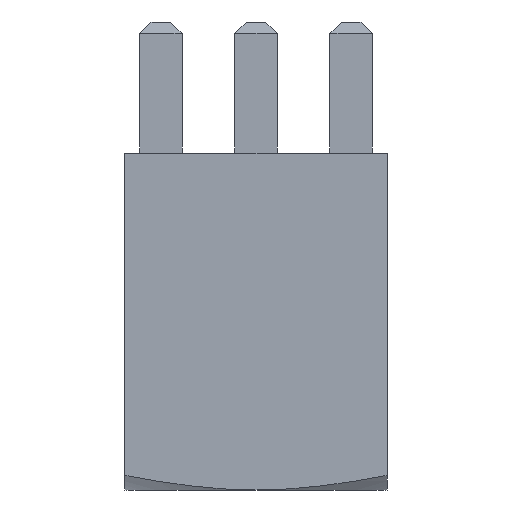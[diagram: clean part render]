
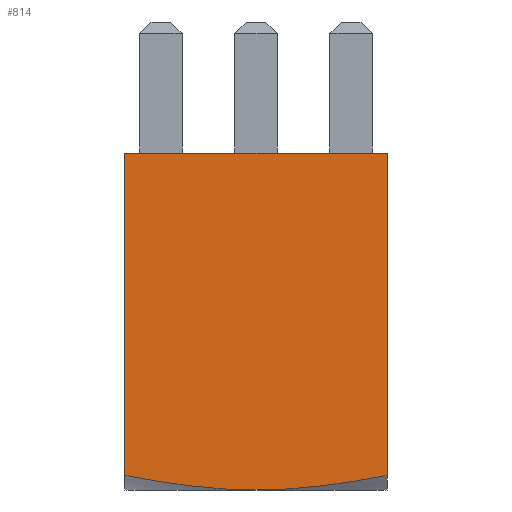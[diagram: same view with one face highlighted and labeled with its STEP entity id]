
A CAD part, left-side view. The second image highlights one B-rep face of the part: STEP entity #814.
In plain terms, the highlighted planar face has unit normal (-1, 0, 0).
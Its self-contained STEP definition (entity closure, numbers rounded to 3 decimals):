
#55 = CARTESIAN_POINT ( 'NONE',  ( -3.5, -3.5, 9. ) ) ;
#58 = CARTESIAN_POINT ( 'NONE',  ( -3.5, 0., 0. ) ) ;
#65 = CARTESIAN_POINT ( 'NONE',  ( -3.5, 3.5, 0.388 ) ) ;
#90 = CARTESIAN_POINT ( 'NONE',  ( -3.5, -3.5, 0.388 ) ) ;
#105 = CARTESIAN_POINT ( 'NONE',  ( -3.5, 3.5, 9. ) ) ;
#186 = CARTESIAN_POINT ( 'NONE',  ( -3.5, 0., 0. ) ) ;
#190 = CARTESIAN_POINT ( 'NONE',  ( -3.5, 2.341, 0.182 ) ) ;
#194 = LINE ( 'NONE', #196, #698 ) ;
#195 = CARTESIAN_POINT ( 'NONE',  ( -3.5, 2.922, 0.279 ) ) ;
#196 = CARTESIAN_POINT ( 'NONE',  ( -3.5, 3.5, 9. ) ) ;
#197 = DIRECTION ( 'NONE',  ( 0., 0., -1. ) ) ;
#198 = CARTESIAN_POINT ( 'NONE',  ( -3.5, -0.585, 0. ) ) ;
#199 = CARTESIAN_POINT ( 'NONE',  ( -3.5, 3.5, 0.388 ) ) ;
#200 = CARTESIAN_POINT ( 'NONE',  ( -3.5, 1.169, 0.041 ) ) ;
#201 = CARTESIAN_POINT ( 'NONE',  ( -3.5, 0.584, 0. ) ) ;
#202 = CARTESIAN_POINT ( 'NONE',  ( -3.5, 0., 0. ) ) ;
#204 = LINE ( 'NONE', #211, #689 ) ;
#206 = CARTESIAN_POINT ( 'NONE',  ( -3.5, -1.17, 0.041 ) ) ;
#207 = CARTESIAN_POINT ( 'NONE',  ( -3.5, -2.337, 0.181 ) ) ;
#208 = CARTESIAN_POINT ( 'NONE',  ( -3.5, -2.92, 0.279 ) ) ;
#209 = CARTESIAN_POINT ( 'NONE',  ( -3.5, -3.5, 0.388 ) ) ;
#211 = CARTESIAN_POINT ( 'NONE',  ( -3.5, -3.5, 9. ) ) ;
#212 = DIRECTION ( 'NONE',  ( 0., 0., -1. ) ) ;
#443 = EDGE_CURVE ( 'NONE', #923, #883, #194, .T. ) ;
#444 = EDGE_CURVE ( 'NONE', #883, #876, #1149, .T. ) ;
#445 = EDGE_CURVE ( 'NONE', #876, #908, #1150, .T. ) ;
#446 = EDGE_CURVE ( 'NONE', #873, #908, #204, .T. ) ;
#689 = VECTOR ( 'NONE', #212, 1000. ) ;
#698 = VECTOR ( 'NONE', #197, 1000. ) ;
#814 = ADVANCED_FACE ( 'NONE', ( #1707 ), #1708, .F. ) ;
#873 = VERTEX_POINT ( 'NONE', #55 ) ;
#876 = VERTEX_POINT ( 'NONE', #58 ) ;
#883 = VERTEX_POINT ( 'NONE', #65 ) ;
#908 = VERTEX_POINT ( 'NONE', #90 ) ;
#923 = VERTEX_POINT ( 'NONE', #105 ) ;
#1149 = B_SPLINE_CURVE_WITH_KNOTS ( 'NONE', 3,
 ( #199, #195, #190, #200, #201, #202 ),
 .UNSPECIFIED., .F., .F.,
 ( 4, 2, 4 ),
 ( 0.012, 0.014, 0.015 ),
 .UNSPECIFIED. ) ;
#1150 = B_SPLINE_CURVE_WITH_KNOTS ( 'NONE', 3,
 ( #186, #198, #206, #207, #208, #209 ),
 .UNSPECIFIED., .F., .F.,
 ( 4, 2, 4 ),
 ( 0.015, 0.017, 0.019 ),
 .UNSPECIFIED. ) ;
#1176 = AXIS2_PLACEMENT_3D ( 'NONE', #1703, #1710, #1711 ) ;
#1224 = VECTOR ( 'NONE', #2649, 1000. ) ;
#1479 = EDGE_CURVE ( 'NONE', #923, #873, #2634, .T. ) ;
#1703 = CARTESIAN_POINT ( 'NONE',  ( -3.5, -3.5, 9. ) ) ;
#1707 = FACE_OUTER_BOUND ( 'NONE', #2080, .T. ) ;
#1708 = PLANE ( 'NONE',  #1176 ) ;
#1710 = DIRECTION ( 'NONE',  ( 1., 0., 0. ) ) ;
#1711 = DIRECTION ( 'NONE',  ( 0., 0., -1. ) ) ;
#2080 = EDGE_LOOP ( 'NONE', ( #2591, #2550, #2549, #2548, #2546 ) ) ;
#2546 = ORIENTED_EDGE ( 'NONE', *, *, #1479, .F. ) ;
#2548 = ORIENTED_EDGE ( 'NONE', *, *, #446, .F. ) ;
#2549 = ORIENTED_EDGE ( 'NONE', *, *, #445, .T. ) ;
#2550 = ORIENTED_EDGE ( 'NONE', *, *, #444, .T. ) ;
#2591 = ORIENTED_EDGE ( 'NONE', *, *, #443, .T. ) ;
#2634 = LINE ( 'NONE', #2648, #1224 ) ;
#2648 = CARTESIAN_POINT ( 'NONE',  ( -3.5, -3.5, 9. ) ) ;
#2649 = DIRECTION ( 'NONE',  ( 0., -1., 0. ) ) ;
